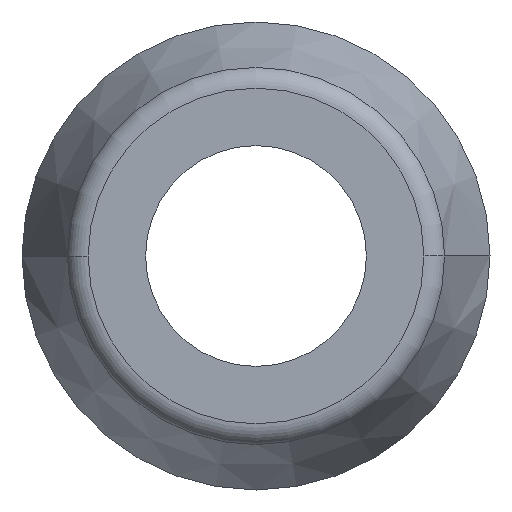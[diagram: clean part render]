
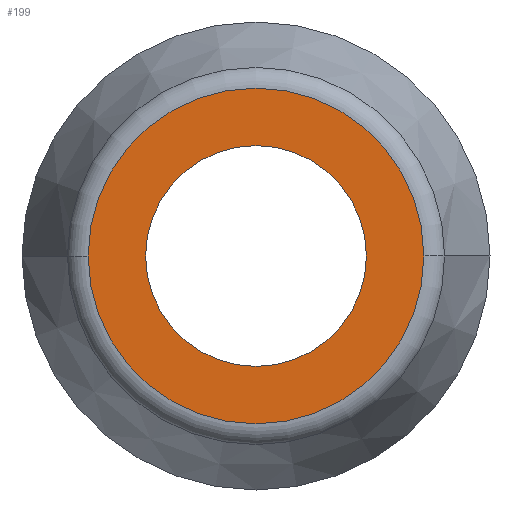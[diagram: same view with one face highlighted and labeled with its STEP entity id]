
A CAD part, left-side view. The second image highlights one B-rep face of the part: STEP entity #199.
In plain terms, the highlighted planar face has unit normal (-1, 0, 0).
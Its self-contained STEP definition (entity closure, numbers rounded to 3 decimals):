
#9 = DIRECTION ( 'NONE',  ( 1., 0., 0. ) ) ;
#24 = FACE_BOUND ( 'NONE', #62, .T. ) ;
#35 = DIRECTION ( 'NONE',  ( 1., 0., 0. ) ) ;
#37 = DIRECTION ( 'NONE',  ( 1., 0., 0. ) ) ;
#50 = AXIS2_PLACEMENT_3D ( 'NONE', #162, #9, #402 ) ;
#62 = EDGE_LOOP ( 'NONE', ( #90, #270 ) ) ;
#63 = EDGE_CURVE ( 'NONE', #507, #390, #574, .T. ) ;
#64 = AXIS2_PLACEMENT_3D ( 'NONE', #339, #627, #341 ) ;
#90 = ORIENTED_EDGE ( 'NONE', *, *, #468, .T. ) ;
#97 = AXIS2_PLACEMENT_3D ( 'NONE', #536, #35, #372 ) ;
#155 = VERTEX_POINT ( 'NONE', #604 ) ;
#162 = CARTESIAN_POINT ( 'NONE',  ( -36.035, 0., 0. ) ) ;
#170 = FACE_OUTER_BOUND ( 'NONE', #328, .T. ) ;
#199 = ADVANCED_FACE ( 'NONE', ( #24, #170 ), #629, .T. ) ;
#207 = VERTEX_POINT ( 'NONE', #293 ) ;
#212 = CARTESIAN_POINT ( 'NONE',  ( -36.035, 0., 0. ) ) ;
#231 = EDGE_CURVE ( 'NONE', #207, #155, #368, .T. ) ;
#250 = ORIENTED_EDGE ( 'NONE', *, *, #231, .F. ) ;
#255 = DIRECTION ( 'NONE',  ( 1., 0., 0. ) ) ;
#270 = ORIENTED_EDGE ( 'NONE', *, *, #63, .T. ) ;
#293 = CARTESIAN_POINT ( 'NONE',  ( -36.035, 3.794, 0. ) ) ;
#326 = AXIS2_PLACEMENT_3D ( 'NONE', #212, #255, #444 ) ;
#328 = EDGE_LOOP ( 'NONE', ( #250, #602 ) ) ;
#329 = DIRECTION ( 'NONE',  ( 0., 1., 0. ) ) ;
#339 = CARTESIAN_POINT ( 'NONE',  ( -36.035, 3.794, 0. ) ) ;
#341 = DIRECTION ( 'NONE',  ( 0., -1., 0. ) ) ;
#368 = CIRCLE ( 'NONE', #371, 3.794 ) ;
#371 = AXIS2_PLACEMENT_3D ( 'NONE', #520, #37, #329 ) ;
#372 = DIRECTION ( 'NONE',  ( 0., 1., 0. ) ) ;
#384 = EDGE_CURVE ( 'NONE', #155, #207, #526, .T. ) ;
#390 = VERTEX_POINT ( 'NONE', #546 ) ;
#402 = DIRECTION ( 'NONE',  ( 0., 1., 0. ) ) ;
#444 = DIRECTION ( 'NONE',  ( 0., 1., 0. ) ) ;
#468 = EDGE_CURVE ( 'NONE', #390, #507, #477, .T. ) ;
#477 = CIRCLE ( 'NONE', #326, 2.495 ) ;
#507 = VERTEX_POINT ( 'NONE', #560 ) ;
#520 = CARTESIAN_POINT ( 'NONE',  ( -36.035, 0., 0. ) ) ;
#526 = CIRCLE ( 'NONE', #50, 3.794 ) ;
#536 = CARTESIAN_POINT ( 'NONE',  ( -36.035, 0., 0. ) ) ;
#546 = CARTESIAN_POINT ( 'NONE',  ( -36.035, 2.495, 0. ) ) ;
#560 = CARTESIAN_POINT ( 'NONE',  ( -36.035, -2.495, 0. ) ) ;
#574 = CIRCLE ( 'NONE', #97, 2.495 ) ;
#602 = ORIENTED_EDGE ( 'NONE', *, *, #384, .F. ) ;
#604 = CARTESIAN_POINT ( 'NONE',  ( -36.035, -3.794, 0. ) ) ;
#627 = DIRECTION ( 'NONE',  ( -1., 0., 0. ) ) ;
#629 = PLANE ( 'NONE',  #64 ) ;
